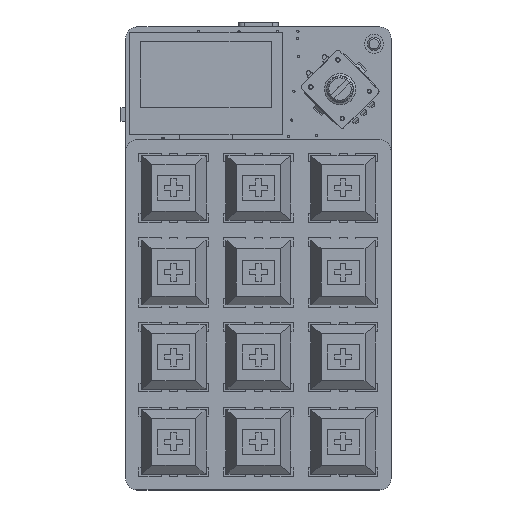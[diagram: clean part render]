
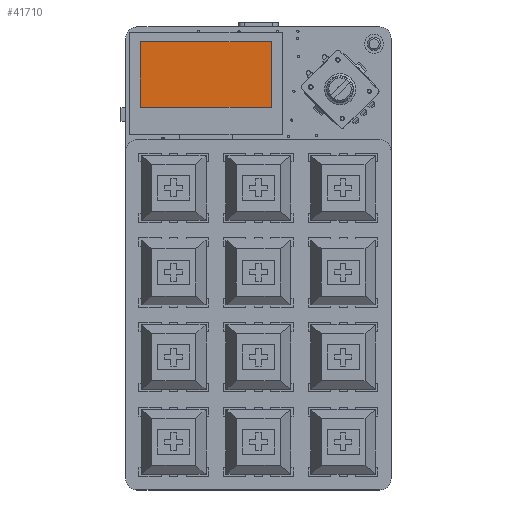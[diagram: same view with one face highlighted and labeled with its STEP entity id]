
A CAD part, top view. The second image highlights one B-rep face of the part: STEP entity #41710.
In plain terms, the highlighted planar face has unit normal (0, 0, 1).
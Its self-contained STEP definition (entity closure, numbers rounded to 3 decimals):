
#2434=PLANE('',#45373);
#4534=FACE_OUTER_BOUND('',#7118,.T.);
#7118=EDGE_LOOP('',(#36402,#36403,#36404,#36405));
#11017=LINE('',#67560,#15366);
#11020=LINE('',#67566,#15369);
#11023=LINE('',#67572,#15372);
#11026=LINE('',#67576,#15375);
#15366=VECTOR('',#55379,10.);
#15369=VECTOR('',#55384,10.);
#15372=VECTOR('',#55389,10.);
#15375=VECTOR('',#55394,10.);
#20551=VERTEX_POINT('',#67557);
#20552=VERTEX_POINT('',#67559);
#20554=VERTEX_POINT('',#67565);
#20556=VERTEX_POINT('',#67571);
#25928=EDGE_CURVE('',#20552,#20551,#11017,.T.);
#25931=EDGE_CURVE('',#20554,#20552,#11020,.T.);
#25934=EDGE_CURVE('',#20556,#20554,#11023,.T.);
#25937=EDGE_CURVE('',#20551,#20556,#11026,.T.);
#36402=ORIENTED_EDGE('',*,*,#25937,.T.);
#36403=ORIENTED_EDGE('',*,*,#25934,.T.);
#36404=ORIENTED_EDGE('',*,*,#25931,.T.);
#36405=ORIENTED_EDGE('',*,*,#25928,.T.);
#41710=ADVANCED_FACE('',(#4534),#2434,.T.);
#45373=AXIS2_PLACEMENT_3D('',#67577,#55395,#55396);
#55379=DIRECTION('',(0.,1.,0.));
#55384=DIRECTION('',(1.,0.,0.));
#55389=DIRECTION('',(0.,-1.,0.));
#55394=DIRECTION('',(-1.,0.,0.));
#55395=DIRECTION('center_axis',(0.,0.,1.));
#55396=DIRECTION('ref_axis',(1.,0.,0.));
#67557=CARTESIAN_POINT('',(14.71,7.381,1.996));
#67559=CARTESIAN_POINT('',(14.71,-7.319,1.996));
#67560=CARTESIAN_POINT('',(14.71,7.381,1.996));
#67565=CARTESIAN_POINT('',(-14.71,-7.319,1.996));
#67566=CARTESIAN_POINT('',(14.71,-7.319,1.996));
#67571=CARTESIAN_POINT('',(-14.71,7.381,1.996));
#67572=CARTESIAN_POINT('',(-14.71,-7.319,1.996));
#67576=CARTESIAN_POINT('',(-14.71,7.381,1.996));
#67577=CARTESIAN_POINT('Origin',(0.,0.031,
1.996));
